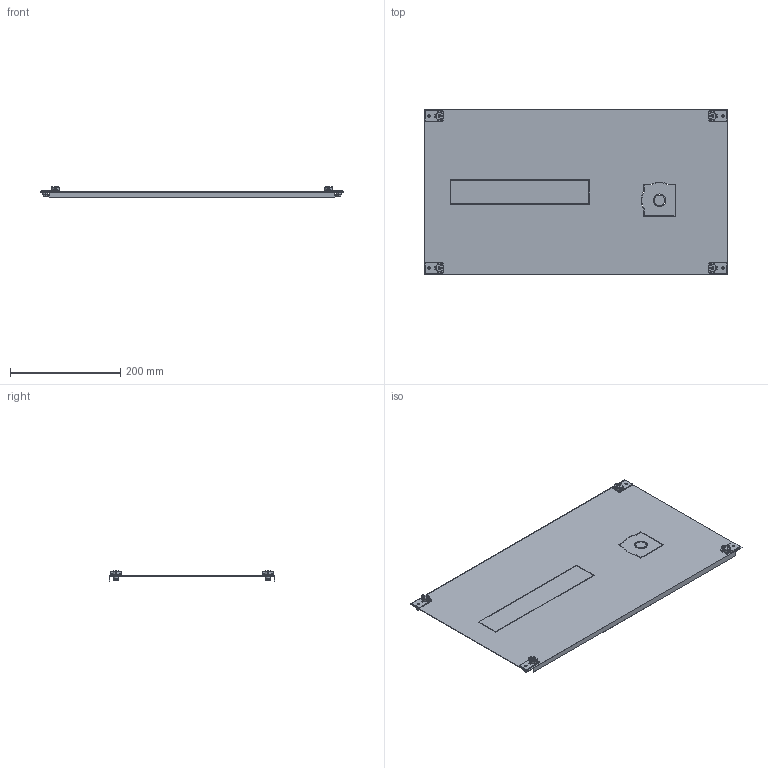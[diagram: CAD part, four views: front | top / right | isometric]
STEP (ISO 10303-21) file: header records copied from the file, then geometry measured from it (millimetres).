
FILE_DESCRIPTION((''),'2;1');
FILE_NAME('001101439_CP_2_2_2_F_ASM','2023-01-25T09:37:30',('klemen.sitar'),('Audax d.o.o.'),'CREO PARAMETRIC BY PTC INC, 2021304','CREO PARAMETRIC BY PTC INC, 2021304','');
FILE_SCHEMA(('AP242_MANAGED_MODEL_BASED_3D_ENGINEERING_MIM_LF { 1 0 10303 442 1 1 4 }'));
Length unit declared in the file: millimetre
Products named in the file (33): PRT0002_1_1_1_1_1_1_2_3_1_1_1_1; PRT0003_1_1_1_1_1_1_2_3_1_1_1_1; BLACK_PIN_ASM_1_ASM_1_ASM_1_A_2_ASM; BLACK_PIN_COLO_ASM_1_ASM_1_AS_2_ASM; ASM0002_ASM_1_ASM_1_1_2_ASM_1_A_ASM; PRT0002_1_1_1_1_1_1_1_1; PRT0002_1_1_1_1_1_1_2_1_1_1_1_1; PRT0003_1_1_1_1_1_1_2_1_1_1_1_1; BLACK_PIN_ASM_1_ASM_1_ASM_1_A_5_ASM; BLACK_PIN_COLO_ASM_1_ASM_1_AS_5_ASM; ASM0002_ASM_1_ASM_1_1_ASM_1_1_A_ASM; 001101436_CP_1_2_F_ASM_1_ASM_1__ASM; 001101436_CP_1_2_F_ASM_1_ASM_1_ASM; 001101436_CP_1_2_F_ASM_1_ASM__1; PRT0002_1_1_1_1_1_1_2_1_1_1_1_3; PRT0003_1_1_1_1_1_1_2_1_1_1_1_3; BLACK_PIN_ASM_1_ASM_1_ASM_1_A_6_ASM; BLACK_PIN_COLO_ASM_1_ASM_1_AS_6_ASM; ASM0002_ASM_1_ASM_1_1_ASM_1_A_2_ASM; PRT0002_1_1_1_1_1_1_2_3_1_1_1_3; PRT0003_1_1_1_1_1_1_2_3_1_1_1_3; BLACK_PIN_ASM_1_ASM_1_ASM_1_A_7_ASM; BLACK_PIN_COLO_ASM_1_ASM_1_AS_7_ASM; ASM0002_ASM_1_ASM_1_1_2_ASM_1_2_ASM; 001101436_CP_1_2_F_ASM_1_1_AS_1_ASM; ASM0001_ASM_1_1_ASM_1_ASM; 001101436_CP_1_2_F_ASM_1_1_ASM__ASM; ASM0001_ASM_1_ASM; 001101437_CP_1_4_2_F_ASM_1_ASM; PRT0002_1_1_1_1_1_1; T1_ASM_1_ASM; CP_S1-PART_ASM; 001101439_CP_2_2_2_F_ASM
Assembly tree (32 placements, depth 10):
  001101439_CP_2_2_2_F_ASM
    001101437_CP_1_4_2_F_ASM_1_ASM
      001101436_CP_1_2_F_ASM_1_ASM_1_ASM
        001101436_CP_1_2_F_ASM_1_ASM_1__ASM
          ASM0002_ASM_1_ASM_1_1_2_ASM_1_A_ASM
            BLACK_PIN_COLO_ASM_1_ASM_1_AS_2_ASM
              BLACK_PIN_ASM_1_ASM_1_ASM_1_A_2_ASM
                PRT0002_1_1_1_1_1_1_2_3_1_1_1_1
                PRT0003_1_1_1_1_1_1_2_3_1_1_1_1
          PRT0002_1_1_1_1_1_1_1_1
          ASM0002_ASM_1_ASM_1_1_ASM_1_1_A_ASM
            BLACK_PIN_COLO_ASM_1_ASM_1_AS_5_ASM
              BLACK_PIN_ASM_1_ASM_1_ASM_1_A_5_ASM
                PRT0002_1_1_1_1_1_1_2_1_1_1_1_1
                PRT0003_1_1_1_1_1_1_2_1_1_1_1_1
      ASM0001_ASM_1_ASM
        001101436_CP_1_2_F_ASM_1_1_ASM__ASM
          001101436_CP_1_2_F_ASM_1_ASM__1
          ASM0001_ASM_1_1_ASM_1_ASM
            001101436_CP_1_2_F_ASM_1_1_AS_1_ASM
              ASM0002_ASM_1_ASM_1_1_ASM_1_A_2_ASM
                BLACK_PIN_COLO_ASM_1_ASM_1_AS_6_ASM
                  BLACK_PIN_ASM_1_ASM_1_ASM_1_A_6_ASM
              ASM0002_ASM_1_ASM_1_1_2_ASM_1_2_ASM
                BLACK_PIN_COLO_ASM_1_ASM_1_AS_7_ASM
                  BLACK_PIN_ASM_1_ASM_1_ASM_1_A_7_ASM
    CP_S1-PART_ASM
      T1_ASM_1_ASM
        PRT0002_1_1_1_1_1_1
Bounding box: 550 x 300 x 18.6 mm (x, y, z)
Volume: 184445.3 mm3; surface area: 361363.7 mm2
Topology: 11 solids, 11 shells, 390 faces, 1252 edges, 1022 vertices
Faces by surface type: plane 252, cylinder 130, cone 8
Entity records: 29388 total; most frequent: PRESENTATION_LAYER_ASSIGNMENT 5525, CARTESIAN_POINT 3298, DIRECTION 2688, ORIENTED_EDGE 2236, PRESENTATION_STYLE_ASSIGNMENT 1459, STYLED_ITEM 1459, CURVE_STYLE 1448, EDGE_CURVE 1118
